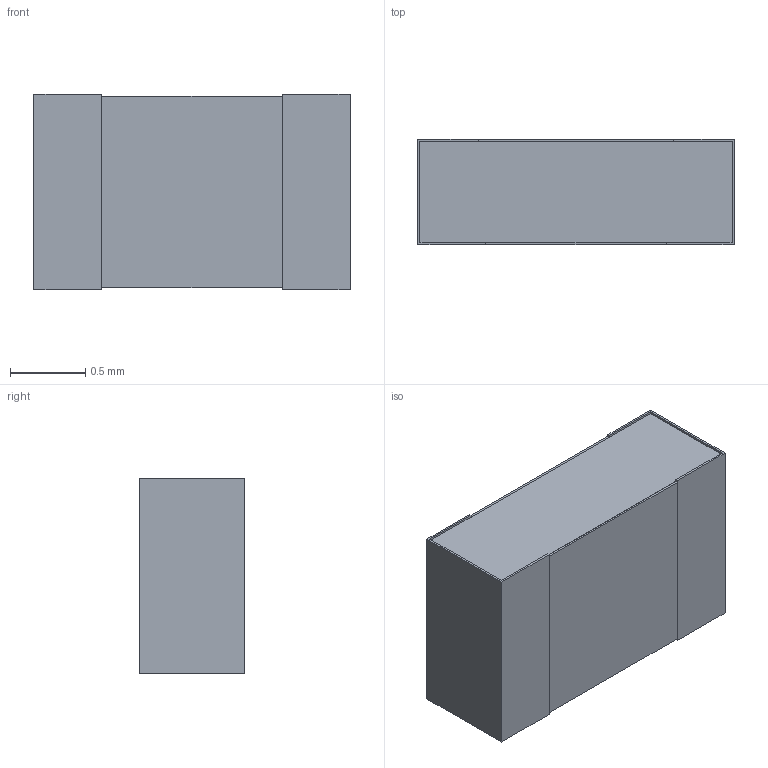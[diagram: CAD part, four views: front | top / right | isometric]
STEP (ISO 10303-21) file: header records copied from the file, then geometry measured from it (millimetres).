
FILE_DESCRIPTION(/* description */ (''),/* implementation_level */ '2;1');
FILE_NAME(/* name */ 'CSRF0805_stp.stp',/* time_stamp */ '2019-08-12T21:22:13-04:00',/* author */ ('mulla'),/* organization */ (''),/* preprocessor_version */ 'ST-DEVELOPER v16.1',/* originating_system */ 'Autodesk Inventor 2016',/* authorisation */ '');
FILE_SCHEMA (('AUTOMOTIVE_DESIGN { 1 0 10303 214 3 1 1 }'));
Length unit declared in the file: millimetre
Products named in the file (1): CSRF0805
Bounding box: 2.1 x 0.7 x 1.3 mm (x, y, z)
Volume: 1.9 mm3; surface area: 24.3 mm2
Topology: 5 solids, 5 shells, 38 faces, 84 edges, 56 vertices
Faces by surface type: plane 38
Entity records: 1107 total; most frequent: CARTESIAN_POINT 179, ORIENTED_EDGE 168, DIRECTION 162, LINE 84, VECTOR 84, EDGE_CURVE 84, VERTEX_POINT 56, STYLED_ITEM 43
